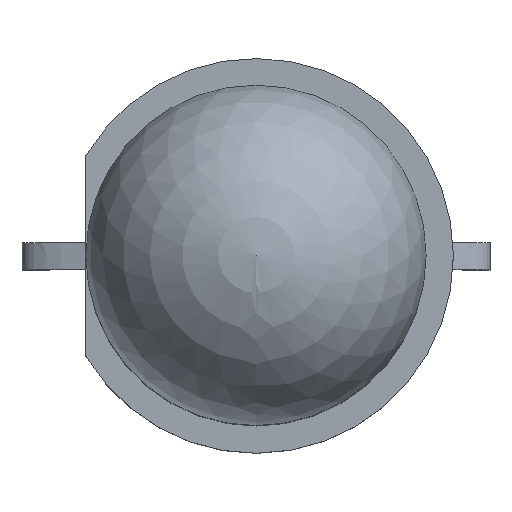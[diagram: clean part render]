
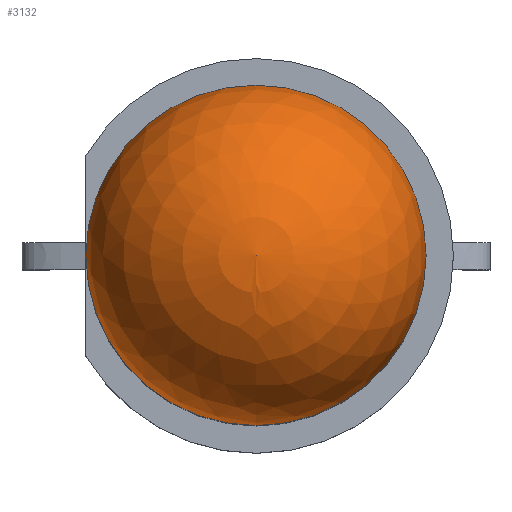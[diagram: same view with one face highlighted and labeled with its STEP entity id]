
A CAD part, top view. The second image highlights one B-rep face of the part: STEP entity #3132.
In plain terms, the highlighted spherical face has radius 2.5 mm.
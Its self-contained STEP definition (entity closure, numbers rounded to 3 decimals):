
#875 = CYLINDRICAL_SURFACE('',#876,2.5);
#876 = AXIS2_PLACEMENT_3D('',#877,#878,#879);
#877 = CARTESIAN_POINT('',(3.2,0.,2.5));
#878 = DIRECTION('',(-0.,-0.,-1.));
#879 = DIRECTION('',(1.,0.,0.));
#2597 = VERTEX_POINT('',#2598);
#2598 = CARTESIAN_POINT('',(5.7,0.,7.6));
#2622 = EDGE_CURVE('',#2597,#2623,#2625,.T.);
#2623 = VERTEX_POINT('',#2624);
#2624 = CARTESIAN_POINT('',(3.2,-2.5,7.6));
#2625 = SURFACE_CURVE('',#2626,(#2631,#2638),.PCURVE_S1.);
#2626 = CIRCLE('',#2627,2.5);
#2627 = AXIS2_PLACEMENT_3D('',#2628,#2629,#2630);
#2628 = CARTESIAN_POINT('',(3.2,0.,7.6));
#2629 = DIRECTION('',(0.,0.,1.));
#2630 = DIRECTION('',(1.,0.,0.));
#2631 = PCURVE('',#875,#2632);
#2632 = DEFINITIONAL_REPRESENTATION('',(#2633),#2637);
#2633 = LINE('',#2634,#2635);
#2634 = CARTESIAN_POINT('',(-0.,-5.1));
#2635 = VECTOR('',#2636,1.);
#2636 = DIRECTION('',(-1.,0.));
#2637 = ( GEOMETRIC_REPRESENTATION_CONTEXT(2) 
PARAMETRIC_REPRESENTATION_CONTEXT() REPRESENTATION_CONTEXT('2D SPACE',''
  ) );
#2638 = PCURVE('',#2639,#2644);
#2639 = SPHERICAL_SURFACE('',#2640,2.5);
#2640 = AXIS2_PLACEMENT_3D('',#2641,#2642,#2643);
#2641 = CARTESIAN_POINT('',(3.2,0.,7.6));
#2642 = DIRECTION('',(0.,0.,-1.));
#2643 = DIRECTION('',(0.,-1.,0.));
#2644 = DEFINITIONAL_REPRESENTATION('',(#2645),#2649);
#2645 = LINE('',#2646,#2647);
#2646 = CARTESIAN_POINT('',(-1.571,0.));
#2647 = VECTOR('',#2648,1.);
#2648 = DIRECTION('',(-1.,0.));
#2649 = ( GEOMETRIC_REPRESENTATION_CONTEXT(2) 
PARAMETRIC_REPRESENTATION_CONTEXT() REPRESENTATION_CONTEXT('2D SPACE',''
  ) );
#2651 = EDGE_CURVE('',#2623,#2597,#2652,.T.);
#2652 = SURFACE_CURVE('',#2653,(#2658,#2665),.PCURVE_S1.);
#2653 = CIRCLE('',#2654,2.5);
#2654 = AXIS2_PLACEMENT_3D('',#2655,#2656,#2657);
#2655 = CARTESIAN_POINT('',(3.2,0.,7.6));
#2656 = DIRECTION('',(0.,0.,1.));
#2657 = DIRECTION('',(1.,0.,0.));
#2658 = PCURVE('',#875,#2659);
#2659 = DEFINITIONAL_REPRESENTATION('',(#2660),#2664);
#2660 = LINE('',#2661,#2662);
#2661 = CARTESIAN_POINT('',(-0.,-5.1));
#2662 = VECTOR('',#2663,1.);
#2663 = DIRECTION('',(-1.,0.));
#2664 = ( GEOMETRIC_REPRESENTATION_CONTEXT(2) 
PARAMETRIC_REPRESENTATION_CONTEXT() REPRESENTATION_CONTEXT('2D SPACE',''
  ) );
#2665 = PCURVE('',#2639,#2666);
#2666 = DEFINITIONAL_REPRESENTATION('',(#2667),#2671);
#2667 = LINE('',#2668,#2669);
#2668 = CARTESIAN_POINT('',(4.712,-0.));
#2669 = VECTOR('',#2670,1.);
#2670 = DIRECTION('',(-1.,0.));
#2671 = ( GEOMETRIC_REPRESENTATION_CONTEXT(2) 
PARAMETRIC_REPRESENTATION_CONTEXT() REPRESENTATION_CONTEXT('2D SPACE',''
  ) );
#3132 = ADVANCED_FACE('',(#3133),#2639,.T.);
#3133 = FACE_BOUND('',#3134,.F.);
#3134 = EDGE_LOOP('',(#3135,#3159,#3160,#3161));
#3135 = ORIENTED_EDGE('',*,*,#3136,.F.);
#3136 = EDGE_CURVE('',#3137,#2623,#3139,.T.);
#3137 = VERTEX_POINT('',#3138);
#3138 = CARTESIAN_POINT('',(3.2,0.,10.1));
#3139 = SEAM_CURVE('',#3140,(#3145,#3152),.PCURVE_S1.);
#3140 = CIRCLE('',#3141,2.5);
#3141 = AXIS2_PLACEMENT_3D('',#3142,#3143,#3144);
#3142 = CARTESIAN_POINT('',(3.2,0.,7.6));
#3143 = DIRECTION('',(1.,0.,0.));
#3144 = DIRECTION('',(0.,1.,0.));
#3145 = PCURVE('',#2639,#3146);
#3146 = DEFINITIONAL_REPRESENTATION('',(#3147),#3151);
#3147 = LINE('',#3148,#3149);
#3148 = CARTESIAN_POINT('',(-0.,-3.142));
#3149 = VECTOR('',#3150,1.);
#3150 = DIRECTION('',(-0.,1.));
#3151 = ( GEOMETRIC_REPRESENTATION_CONTEXT(2) 
PARAMETRIC_REPRESENTATION_CONTEXT() REPRESENTATION_CONTEXT('2D SPACE',''
  ) );
#3152 = PCURVE('',#2639,#3153);
#3153 = DEFINITIONAL_REPRESENTATION('',(#3154),#3158);
#3154 = LINE('',#3155,#3156);
#3155 = CARTESIAN_POINT('',(-6.283,-3.142));
#3156 = VECTOR('',#3157,1.);
#3157 = DIRECTION('',(-0.,1.));
#3158 = ( GEOMETRIC_REPRESENTATION_CONTEXT(2) 
PARAMETRIC_REPRESENTATION_CONTEXT() REPRESENTATION_CONTEXT('2D SPACE',''
  ) );
#3159 = ORIENTED_EDGE('',*,*,#3136,.T.);
#3160 = ORIENTED_EDGE('',*,*,#2622,.F.);
#3161 = ORIENTED_EDGE('',*,*,#2651,.F.);
